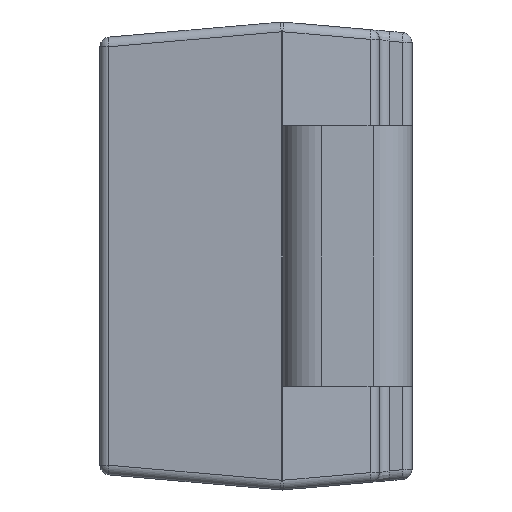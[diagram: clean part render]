
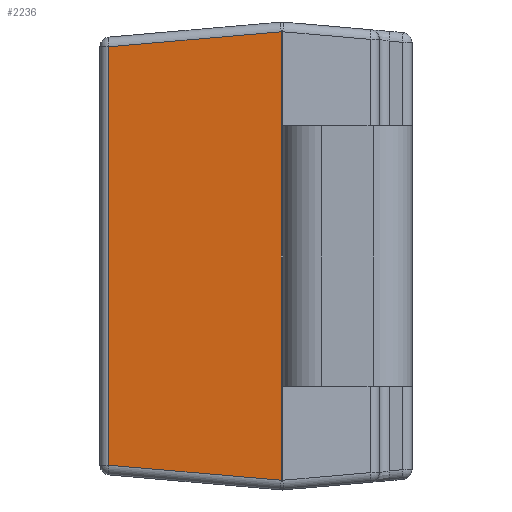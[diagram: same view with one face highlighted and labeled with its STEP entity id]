
A CAD part, left-side view. The second image highlights one B-rep face of the part: STEP entity #2236.
In plain terms, the highlighted planar face has unit normal (-0.996, 0.087, 0).
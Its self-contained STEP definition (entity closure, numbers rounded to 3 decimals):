
#55 = VECTOR ( 'NONE', #438, 1000. ) ;
#129 = DIRECTION ( 'NONE',  ( 0.087, 0.992, -0.087 ) ) ;
#429 = FACE_OUTER_BOUND ( 'NONE', #1493, .T. ) ;
#438 = DIRECTION ( 'NONE',  ( 0., 0., -1. ) ) ;
#479 = LINE ( 'NONE', #1438, #1480 ) ;
#576 = DIRECTION ( 'NONE',  ( -0.087, -0.992, -0.087 ) ) ;
#602 = EDGE_CURVE ( 'NONE', #2265, #2875, #2314, .T. ) ;
#617 = LINE ( 'NONE', #1912, #55 ) ;
#744 = DIRECTION ( 'NONE',  ( -0.996, 0.087, 0. ) ) ;
#802 = ORIENTED_EDGE ( 'NONE', *, *, #602, .T. ) ;
#850 = VECTOR ( 'NONE', #129, 1000. ) ;
#861 = CARTESIAN_POINT ( 'NONE',  ( -2.189, 1.007, -1.725 ) ) ;
#880 = CARTESIAN_POINT ( 'NONE',  ( -2.074, 2.332, -1.609 ) ) ;
#967 = AXIS2_PLACEMENT_3D ( 'NONE', #2596, #744, #1218 ) ;
#1116 = PLANE ( 'NONE',  #967 ) ;
#1218 = DIRECTION ( 'NONE',  ( -0.087, -0.996, 0. ) ) ;
#1438 = CARTESIAN_POINT ( 'NONE',  ( -2.189, 1.007, 1.8 ) ) ;
#1477 = VECTOR ( 'NONE', #576, 1000. ) ;
#1480 = VECTOR ( 'NONE', #1686, 1000. ) ;
#1493 = EDGE_LOOP ( 'NONE', ( #2420, #1725, #1823, #802 ) ) ;
#1521 = EDGE_CURVE ( 'NONE', #2875, #2319, #617, .T. ) ;
#1686 = DIRECTION ( 'NONE',  ( 0., 0., 1. ) ) ;
#1725 = ORIENTED_EDGE ( 'NONE', *, *, #2841, .T. ) ;
#1823 = ORIENTED_EDGE ( 'NONE', *, *, #2862, .T. ) ;
#1852 = VERTEX_POINT ( 'NONE', #861 ) ;
#1912 = CARTESIAN_POINT ( 'NONE',  ( -2.074, 2.332, -1.678 ) ) ;
#1960 = CARTESIAN_POINT ( 'NONE',  ( -2.163, 1.304, -1.699 ) ) ;
#2084 = CARTESIAN_POINT ( 'NONE',  ( -2.189, 1.007, 1.725 ) ) ;
#2236 = ADVANCED_FACE ( 'NONE', ( #429 ), #1116, .T. ) ;
#2265 = VERTEX_POINT ( 'NONE', #2084 ) ;
#2314 = LINE ( 'NONE', #2964, #850 ) ;
#2319 = VERTEX_POINT ( 'NONE', #880 ) ;
#2362 = CARTESIAN_POINT ( 'NONE',  ( -2.074, 2.332, 1.609 ) ) ;
#2420 = ORIENTED_EDGE ( 'NONE', *, *, #1521, .T. ) ;
#2591 = LINE ( 'NONE', #1960, #1477 ) ;
#2596 = CARTESIAN_POINT ( 'NONE',  ( -2.19, 1., 1.8 ) ) ;
#2841 = EDGE_CURVE ( 'NONE', #2319, #1852, #2591, .T. ) ;
#2862 = EDGE_CURVE ( 'NONE', #1852, #2265, #479, .T. ) ;
#2875 = VERTEX_POINT ( 'NONE', #2362 ) ;
#2964 = CARTESIAN_POINT ( 'NONE',  ( -2.191, 0.994, 1.726 ) ) ;
